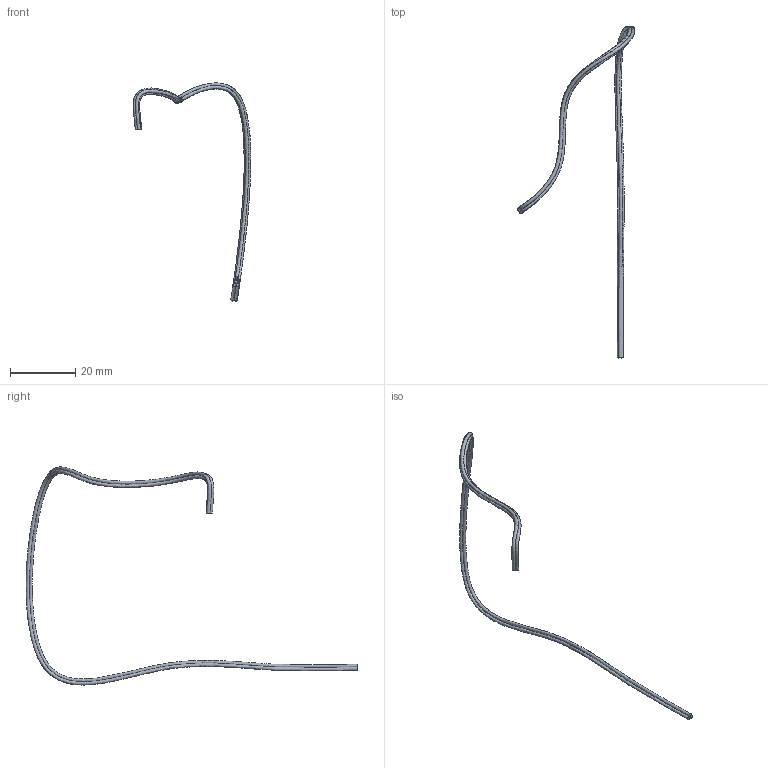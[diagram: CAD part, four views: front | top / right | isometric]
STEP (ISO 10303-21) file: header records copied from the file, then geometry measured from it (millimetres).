
FILE_DESCRIPTION( ( '' ), ' ' );
FILE_NAME( '5e2f032d63b34e1561f163c2.step', '2020-01-27T15:35:09', ( '' ), ( '' ), ' ', ' ', ' ' );
FILE_SCHEMA( ( 'AUTOMOTIVE_DESIGN { 1 0 10303 214 1 1 1 1 }' ) );
Length unit declared in the file: metre
Products named in the file (3): BB ODS Red Wire; BB ODS Yellow Wire; BB ODS Black Wire
Bounding box: 35.97 x 101.42 x 66.66 mm (x, y, z)
Volume: 537.7 mm3; surface area: 2175 mm2
Topology: 3 solids, 3 shells, 9 faces, 9 edges, 6 vertices
Faces by surface type: plane 6, bspline 3
Entity records: 1731 total; most frequent: CARTESIAN_POINT 1505, DIRECTION 30, AXIS2_PLACEMENT_3D 15, FACE_OUTER_BOUND 12, EDGE_LOOP 12, ORIENTED_EDGE 12, STYLED_ITEM 9, PRESENTATION_STYLE_ASSIGNMENT 9
